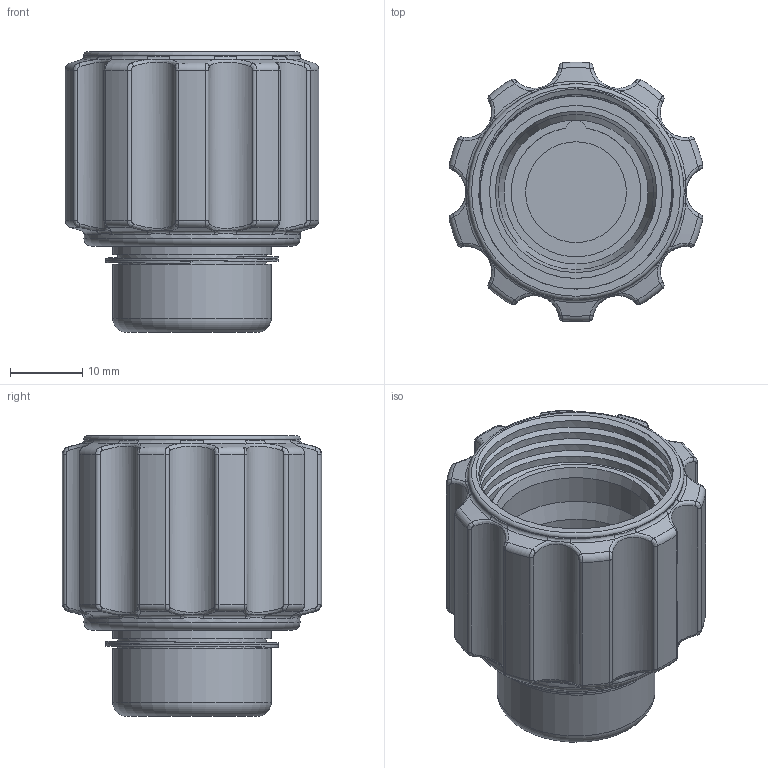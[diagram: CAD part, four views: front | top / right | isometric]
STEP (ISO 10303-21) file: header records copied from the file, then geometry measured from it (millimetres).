
FILE_DESCRIPTION(/* description */ (''),/* implementation_level */ '2;1');
FILE_NAME(/* name */ 'OptoLink FO Pressure Cap Female.stp',/* time_stamp */ '2015-12-10T15:42:29+01:00',/* author */ ('sh'),/* organization */ (''),/* preprocessor_version */ 'ST-DEVELOPER v15.2',/* originating_system */ 'Autodesk Inventor 2014',/* authorisation */ '');
FILE_SCHEMA (('AUTOMOTIVE_DESIGN { 1 0 10303 214 3 1 1 }'));
Length unit declared in the file: millimetre
Products named in the file (1): OptoLink FO Pressure Cap Female
Bounding box: 35.24 x 35.98 x 39 mm (x, y, z)
Volume: 16395.4 mm3; surface area: 9854.8 mm2
Topology: 1 solids, 1 shells, 217 faces, 495 edges, 288 vertices
Faces by surface type: bspline 86, cylinder 55, torus 43, cone 22, plane 11
Full cylindrical faces by diameter (mm): 14 x1, 20 x1, 20.6 x2, 21.58 x1, 22 x2, 24 x1, 30 x2
Entity records: 10172 total; most frequent: CARTESIAN_POINT 5667, ORIENTED_EDGE 946, DIRECTION 763, EDGE_CURVE 473, AXIS2_PLACEMENT_3D 358, VERTEX_POINT 282, EDGE_LOOP 239, CIRCLE 227
